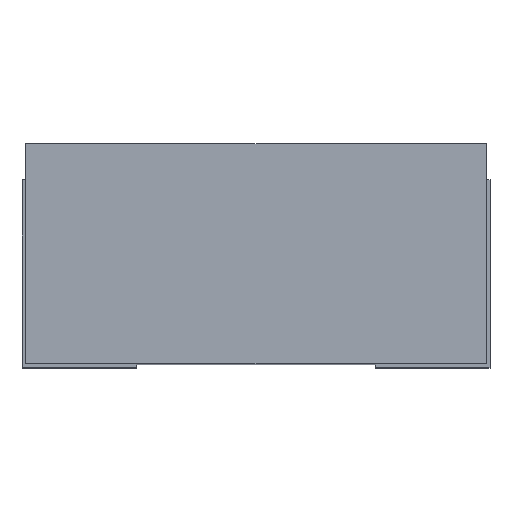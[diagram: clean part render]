
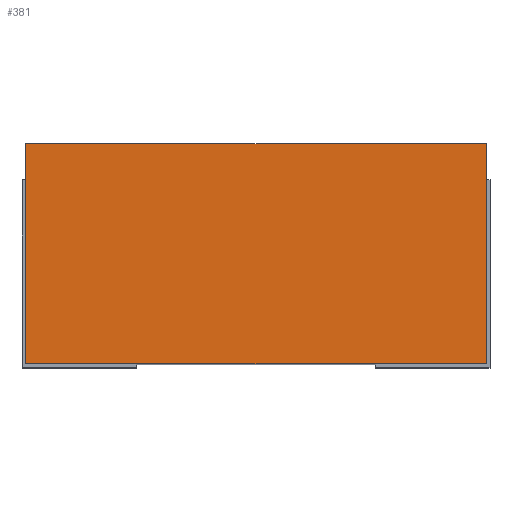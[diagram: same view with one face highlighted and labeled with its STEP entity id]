
A CAD part, top view. The second image highlights one B-rep face of the part: STEP entity #381.
In plain terms, the highlighted planar face has unit normal (0, 0, 1).
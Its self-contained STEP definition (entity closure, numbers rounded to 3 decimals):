
#167=CARTESIAN_POINT('',(-1.25,0.0,1.0));
#168=VERTEX_POINT('',#167);
#175=CARTESIAN_POINT('',(-1.25,1.195,1.0));
#176=VERTEX_POINT('',#175);
#177=CARTESIAN_POINT('',(-1.25,1.195,1.0));
#178=DIRECTION('',(0.0,-1.0,0.0));
#179=VECTOR('',#178,1.195);
#180=LINE('',#177,#179);
#181=EDGE_CURVE('',#176,#168,#180,.T.);
#255=CARTESIAN_POINT('',(1.25,1.195,1.0));
#256=VERTEX_POINT('',#255);
#263=CARTESIAN_POINT('',(1.25,0.0,1.0));
#264=VERTEX_POINT('',#263);
#265=CARTESIAN_POINT('',(1.25,1.195,1.0));
#266=DIRECTION('',(0.0,-1.0,0.0));
#267=VECTOR('',#266,1.195);
#268=LINE('',#265,#267);
#269=EDGE_CURVE('',#256,#264,#268,.T.);
#324=CARTESIAN_POINT('',(-1.25,0.0,1.0));
#325=DIRECTION('',(1.0,0.0,0.0));
#326=VECTOR('',#325,2.5);
#327=LINE('',#324,#326);
#328=EDGE_CURVE('',#168,#264,#327,.T.);
#365=CARTESIAN_POINT('',(1.375,-0.06,1.0));
#366=DIRECTION('',(0.0,0.0,-1.0));
#367=DIRECTION('',(-1.0,0.0,0.0));
#368=AXIS2_PLACEMENT_3D('',#365,#366,#367);
#369=PLANE('',#368);
#370=ORIENTED_EDGE('',*,*,#328,.T.);
#371=ORIENTED_EDGE('',*,*,#269,.F.);
#372=CARTESIAN_POINT('',(-1.25,1.195,1.0));
#373=DIRECTION('',(1.0,0.0,0.0));
#374=VECTOR('',#373,2.5);
#375=LINE('',#372,#374);
#376=EDGE_CURVE('',#176,#256,#375,.T.);
#377=ORIENTED_EDGE('',*,*,#376,.F.);
#378=ORIENTED_EDGE('',*,*,#181,.T.);
#379=EDGE_LOOP('',(#370,#371,#377,#378));
#380=FACE_OUTER_BOUND('',#379,.T.);
#381=ADVANCED_FACE('',(#380),#369,.F.);
